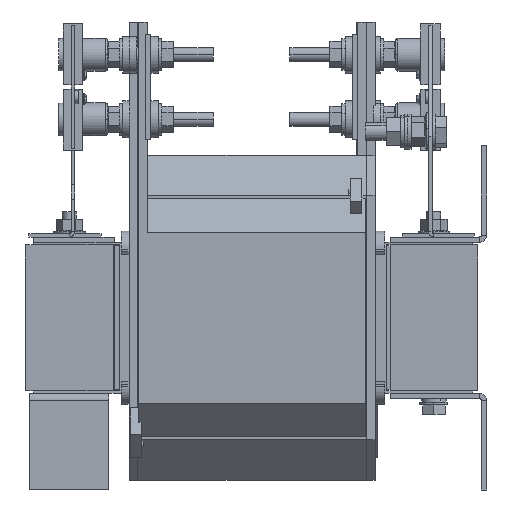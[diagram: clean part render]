
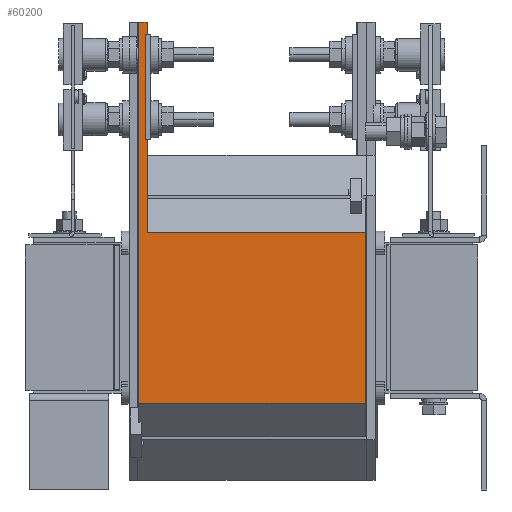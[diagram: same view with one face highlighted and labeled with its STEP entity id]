
A CAD part, left-side view. The second image highlights one B-rep face of the part: STEP entity #60200.
In plain terms, the highlighted planar face has unit normal (-1, 0, 0).
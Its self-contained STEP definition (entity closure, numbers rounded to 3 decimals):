
#33 = CARTESIAN_POINT ( 'NONE',  ( -228., 61.05, 101.4 ) ) ;
#61 = VECTOR ( 'NONE', #54055, 1000. ) ;
#288 = DIRECTION ( 'NONE',  ( -1., 0., 0. ) ) ;
#567 = CARTESIAN_POINT ( 'NONE',  ( -228., 61.05, 161.4 ) ) ;
#974 = CARTESIAN_POINT ( 'NONE',  ( -228., -64.006, 71.5 ) ) ;
#1355 = VERTEX_POINT ( 'NONE', #46912 ) ;
#2364 = VECTOR ( 'NONE', #56825, 1000. ) ;
#3031 = EDGE_CURVE ( 'NONE', #14180, #53992, #61329, .T. ) ;
#4185 = CARTESIAN_POINT ( 'NONE',  ( -228., -64.006, -48.5 ) ) ;
#5555 = LINE ( 'NONE', #33, #68423 ) ;
#7223 = CARTESIAN_POINT ( 'NONE',  ( -228., -64.006, 48.5 ) ) ;
#7385 = CARTESIAN_POINT ( 'NONE',  ( -228., 61.05, 161.4 ) ) ;
#7522 = EDGE_CURVE ( 'NONE', #25134, #26695, #21800, .T. ) ;
#8522 = ORIENTED_EDGE ( 'NONE', *, *, #8566, .F. ) ;
#8566 = EDGE_CURVE ( 'NONE', #25134, #54672, #46484, .T. ) ;
#9310 = CARTESIAN_POINT ( 'NONE',  ( -228., 60.205, 168.4 ) ) ;
#9994 = DIRECTION ( 'NONE',  ( 0., 1., 0. ) ) ;
#11135 = LINE ( 'NONE', #43315, #61 ) ;
#11747 = DIRECTION ( 'NONE',  ( 0., -1., 0. ) ) ;
#14180 = VERTEX_POINT ( 'NONE', #58624 ) ;
#16569 = VERTEX_POINT ( 'NONE', #567 ) ;
#18510 = VECTOR ( 'NONE', #36576, 1000. ) ;
#19848 = EDGE_CURVE ( 'NONE', #16569, #14180, #27129, .T. ) ;
#20700 = VERTEX_POINT ( 'NONE', #7223 ) ;
#21082 = ORIENTED_EDGE ( 'NONE', *, *, #19848, .T. ) ;
#21212 = DIRECTION ( 'NONE',  ( 0., 0., -1. ) ) ;
#21410 = DIRECTION ( 'NONE',  ( 0., 0., 1. ) ) ;
#21800 = LINE ( 'NONE', #26986, #42821 ) ;
#23588 = VERTEX_POINT ( 'NONE', #26230 ) ;
#25134 = VERTEX_POINT ( 'NONE', #27330 ) ;
#26230 = CARTESIAN_POINT ( 'NONE',  ( -228., 61.05, 101.4 ) ) ;
#26695 = VERTEX_POINT ( 'NONE', #4185 ) ;
#26986 = CARTESIAN_POINT ( 'NONE',  ( -228., -64.006, -48.5 ) ) ;
#27129 = LINE ( 'NONE', #7385, #33736 ) ;
#27330 = CARTESIAN_POINT ( 'NONE',  ( -228., 65.205, -48.5 ) ) ;
#29605 = ORIENTED_EDGE ( 'NONE', *, *, #3031, .T. ) ;
#30651 = EDGE_CURVE ( 'NONE', #20700, #31919, #56699, .T. ) ;
#31277 = CARTESIAN_POINT ( 'NONE',  ( -228., -64.006, 71.5 ) ) ;
#31919 = VERTEX_POINT ( 'NONE', #58132 ) ;
#31940 = LINE ( 'NONE', #31277, #66093 ) ;
#32866 = ORIENTED_EDGE ( 'NONE', *, *, #30651, .T. ) ;
#33736 = VECTOR ( 'NONE', #48580, 1000. ) ;
#35453 = EDGE_CURVE ( 'NONE', #31919, #1355, #11135, .T. ) ;
#36104 = DIRECTION ( 'NONE',  ( 0., 0., 1. ) ) ;
#36576 = DIRECTION ( 'NONE',  ( 0., 1., 0. ) ) ;
#39880 = VECTOR ( 'NONE', #21212, 1000. ) ;
#40499 = CARTESIAN_POINT ( 'NONE',  ( -228., 60.205, 168.4 ) ) ;
#41433 = CARTESIAN_POINT ( 'NONE',  ( -228., -64.006, 48.5 ) ) ;
#42250 = DIRECTION ( 'NONE',  ( 0., 1., 0. ) ) ;
#42821 = VECTOR ( 'NONE', #11747, 1000. ) ;
#43315 = CARTESIAN_POINT ( 'NONE',  ( -228., 60.205, 48.5 ) ) ;
#44836 = CARTESIAN_POINT ( 'NONE',  ( -228., 65.205, 168.4 ) ) ;
#46484 = LINE ( 'NONE', #67632, #68401 ) ;
#46884 = EDGE_CURVE ( 'NONE', #26695, #20700, #31940, .T. ) ;
#46912 = CARTESIAN_POINT ( 'NONE',  ( -228., 60.205, 101.4 ) ) ;
#47702 = PLANE ( 'NONE',  #55991 ) ;
#48288 = EDGE_CURVE ( 'NONE', #1355, #23588, #5555, .T. ) ;
#48580 = DIRECTION ( 'NONE',  ( 0., -1., 0. ) ) ;
#50291 = EDGE_CURVE ( 'NONE', #16569, #23588, #59535, .T. ) ;
#50824 = EDGE_LOOP ( 'NONE', ( #60174, #21082, #29605, #51412, #8522, #57327, #61176, #32866, #60986, #52197 ) ) ;
#51268 = CARTESIAN_POINT ( 'NONE',  ( -228., 60.205, 48.5 ) ) ;
#51412 = ORIENTED_EDGE ( 'NONE', *, *, #60036, .T. ) ;
#52197 = ORIENTED_EDGE ( 'NONE', *, *, #48288, .T. ) ;
#53060 = DIRECTION ( 'NONE',  ( 0., 0., 1. ) ) ;
#53248 = FACE_OUTER_BOUND ( 'NONE', #50824, .T. ) ;
#53992 = VERTEX_POINT ( 'NONE', #40499 ) ;
#54055 = DIRECTION ( 'NONE',  ( 0., 0., 1. ) ) ;
#54672 = VERTEX_POINT ( 'NONE', #44836 ) ;
#55991 = AXIS2_PLACEMENT_3D ( 'NONE', #974, #288, #21410 ) ;
#56699 = LINE ( 'NONE', #41433, #18510 ) ;
#56825 = DIRECTION ( 'NONE',  ( 0., 0., 1. ) ) ;
#57085 = VECTOR ( 'NONE', #9994, 1000. ) ;
#57327 = ORIENTED_EDGE ( 'NONE', *, *, #7522, .T. ) ;
#58132 = CARTESIAN_POINT ( 'NONE',  ( -228., 60.205, 48.5 ) ) ;
#58624 = CARTESIAN_POINT ( 'NONE',  ( -228., 60.205, 161.4 ) ) ;
#59535 = LINE ( 'NONE', #68314, #39880 ) ;
#60036 = EDGE_CURVE ( 'NONE', #53992, #54672, #62288, .T. ) ;
#60174 = ORIENTED_EDGE ( 'NONE', *, *, #50291, .F. ) ;
#60200 = ADVANCED_FACE ( 'NONE', ( #53248 ), #47702, .T. ) ;
#60986 = ORIENTED_EDGE ( 'NONE', *, *, #35453, .T. ) ;
#61176 = ORIENTED_EDGE ( 'NONE', *, *, #46884, .T. ) ;
#61329 = LINE ( 'NONE', #51268, #2364 ) ;
#62288 = LINE ( 'NONE', #9310, #57085 ) ;
#66093 = VECTOR ( 'NONE', #53060, 1000. ) ;
#67632 = CARTESIAN_POINT ( 'NONE',  ( -228., 65.205, 71.5 ) ) ;
#68314 = CARTESIAN_POINT ( 'NONE',  ( -228., 61.05, 131.4 ) ) ;
#68401 = VECTOR ( 'NONE', #36104, 1000. ) ;
#68423 = VECTOR ( 'NONE', #42250, 1000. ) ;
